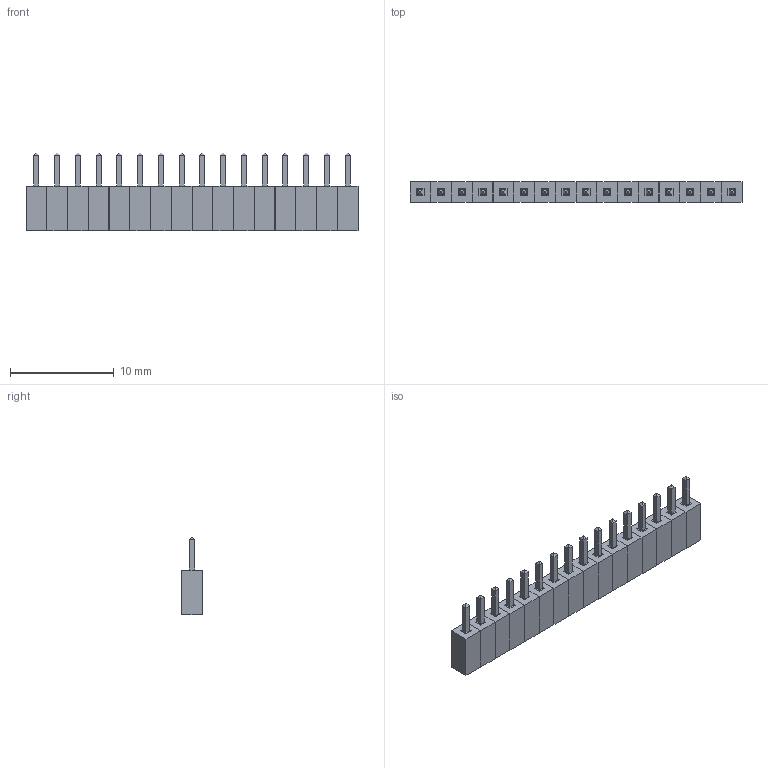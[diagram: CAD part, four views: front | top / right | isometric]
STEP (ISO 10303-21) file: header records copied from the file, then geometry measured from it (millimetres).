
FILE_DESCRIPTION (( 'STEP AP214' ), '1' );
FILE_NAME ('User Library-PBS2-16.STEP', '2018-01-23T07:15:19', ( '' ), ( '' ), 'SwSTEP 2.0', 'SolidWorks 2018', '' );
FILE_SCHEMA (( 'AUTOMOTIVE_DESIGN' ));
Length unit declared in the file: millimetre
Products named in the file (5): User Library-PBS2-16; User Library-PBS2-16_PBS2; User Library-PBS2-16_PBS2_2; User Library-PBS2-16_PBS2_1; User Library-PBS2-16_PBS2_3
Assembly tree (19 placements, depth 3):
  User Library-PBS2-16
    User Library-PBS2-16_PBS2  x16
      User Library-PBS2-16_PBS2_1
      User Library-PBS2-16_PBS2_2
      User Library-PBS2-16_PBS2_3
Bounding box: 32 x 2 x 7.45 mm (x, y, z)
Volume: 270.1 mm3; surface area: 1297.3 mm2
Topology: 48 solids, 48 shells, 480 faces, 1088 edges, 704 vertices
Faces by surface type: plane 480
Entity records: 1458 total; most frequent: DIRECTION 174, CARTESIAN_POINT 165, ORIENTED_EDGE 136, LINE 68, EDGE_CURVE 68, VECTOR 68, AXIS2_PLACEMENT_3D 53, VERTEX_POINT 44
